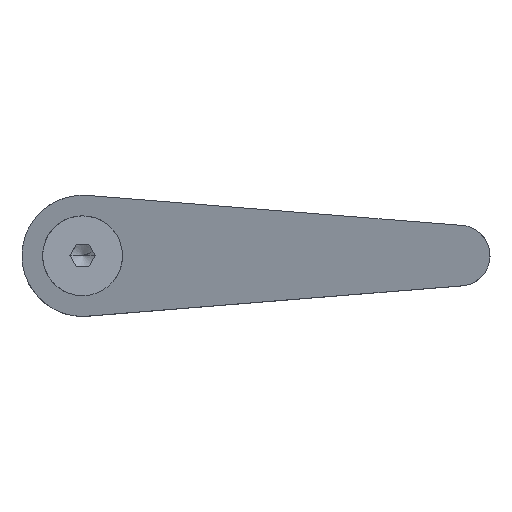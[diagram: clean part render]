
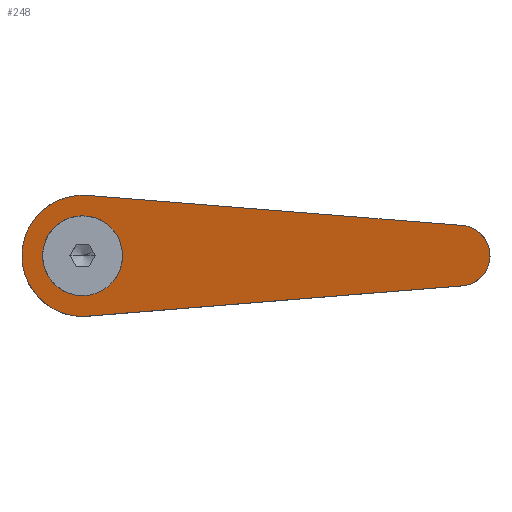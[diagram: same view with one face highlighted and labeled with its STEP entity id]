
A CAD part, top view. The second image highlights one B-rep face of the part: STEP entity #248.
In plain terms, the highlighted planar face has unit normal (-0.259, 0, 0.966).
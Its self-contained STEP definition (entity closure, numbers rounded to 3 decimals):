
#196=VERTEX_POINT('',#545);
#212=EDGE_CURVE('',#268,#290,#562,.T.);
#220=VERTEX_POINT('',#571);
#248=ADVANCED_FACE('',(#603,#604),#605,.F.);
#250=VERTEX_POINT('',#607);
#256=VERTEX_POINT('',#613);
#262=EDGE_CURVE('',#290,#196,#620,.T.);
#268=VERTEX_POINT('',#626);
#270=EDGE_CURVE('',#256,#332,#628,.T.);
#290=VERTEX_POINT('',#650);
#294=EDGE_CURVE('',#196,#268,#654,.T.);
#332=VERTEX_POINT('',#696);
#354=EDGE_CURVE('',#220,#256,#720,.T.);
#464=EDGE_CURVE('',#332,#504,#845,.T.);
#492=EDGE_CURVE('',#250,#220,#877,.T.);
#500=EDGE_CURVE('',#504,#250,#885,.T.);
#504=VERTEX_POINT('',#889);
#545=CARTESIAN_POINT('',(-0.793,7.207,72.638));
#562=ELLIPSE('',#952,7.506,7.25);
#571=CARTESIAN_POINT('',(-11.0,0.,69.9));
#603=FACE_OUTER_BOUND('',#1008,.T.);
#604=FACE_BOUND('',#1009,.T.);
#605=PLANE('',#1010);
#607=CARTESIAN_POINT('',(0.883,10.964,73.087));
#613=CARTESIAN_POINT('',(0.883,-10.964,73.087));
#620=ELLIPSE('',#1028,7.506,7.25);
#626=CARTESIAN_POINT('',(0.,-7.25,72.85));
#628=LINE('',#1038,#1039);
#650=CARTESIAN_POINT('',(0.,7.25,72.85));
#654=ELLIPSE('',#1070,7.506,7.25);
#696=CARTESIAN_POINT('',(68.942,-5.482,91.34));
#720=ELLIPSE('',#1169,11.389,11.0);
#845=ELLIPSE('',#1374,5.694,5.5);
#877=ELLIPSE('',#1417,11.389,11.0);
#885=LINE('',#1426,#1427);
#889=CARTESIAN_POINT('',(68.942,5.482,91.34));
#952=AXIS2_PLACEMENT_3D('',#1505,#1506,#1507);
#1008=EDGE_LOOP('',(#1560,#1561,#1562,#1563,#1564));
#1009=EDGE_LOOP('',(#1565,#1566,#1567));
#1010=AXIS2_PLACEMENT_3D('',#1568,#1569,#1570);
#1028=AXIS2_PLACEMENT_3D('',#1580,#1581,#1582);
#1038=CARTESIAN_POINT('',(71.308,-5.292,91.975));
#1039=VECTOR('',#1586,1.0);
#1070=AXIS2_PLACEMENT_3D('',#1608,#1609,#1610);
#1169=AXIS2_PLACEMENT_3D('',#1681,#1682,#1683);
#1374=AXIS2_PLACEMENT_3D('',#1839,#1840,#1841);
#1417=AXIS2_PLACEMENT_3D('',#1884,#1885,#1886);
#1426=CARTESIAN_POINT('',(39.549,7.85,83.457));
#1427=VECTOR('',#1887,1.0);
#1505=CARTESIAN_POINT('',(0.,0.,72.85));
#1506=DIRECTION('',(-0.259,0.,0.966));
#1507=DIRECTION('',(-0.966,0.0,-0.259));
#1560=ORIENTED_EDGE('',*,*,#492,.T.);
#1561=ORIENTED_EDGE('',*,*,#354,.T.);
#1562=ORIENTED_EDGE('',*,*,#270,.T.);
#1563=ORIENTED_EDGE('',*,*,#464,.T.);
#1564=ORIENTED_EDGE('',*,*,#500,.T.);
#1565=ORIENTED_EDGE('',*,*,#294,.F.);
#1566=ORIENTED_EDGE('',*,*,#262,.F.);
#1567=ORIENTED_EDGE('',*,*,#212,.F.);
#1568=CARTESIAN_POINT('',(32.975,0.,81.694));
#1569=DIRECTION('',(0.259,0.,-0.966));
#1570=DIRECTION('',(0.25,0.966,0.067));
#1580=CARTESIAN_POINT('',(0.,0.,72.85));
#1581=DIRECTION('',(-0.259,0.,0.966));
#1582=DIRECTION('',(-0.966,0.0,-0.259));
#1586=DIRECTION('',(0.963,0.078,0.258));
#1608=CARTESIAN_POINT('',(0.,0.,72.85));
#1609=DIRECTION('',(-0.259,0.,0.966));
#1610=DIRECTION('',(-0.966,0.0,-0.259));
#1681=CARTESIAN_POINT('',(0.,0.,72.85));
#1682=DIRECTION('',(-0.259,0.,0.966));
#1683=DIRECTION('',(-0.966,0.,-0.259));
#1839=CARTESIAN_POINT('',(68.5,0.0,91.222));
#1840=DIRECTION('',(-0.259,0.,0.966));
#1841=DIRECTION('',(0.966,0.,0.259));
#1884=CARTESIAN_POINT('',(0.,0.,72.85));
#1885=DIRECTION('',(-0.259,0.,0.966));
#1886=DIRECTION('',(-0.966,0.,-0.259));
#1887=DIRECTION('',(-0.963,0.078,-0.258));
